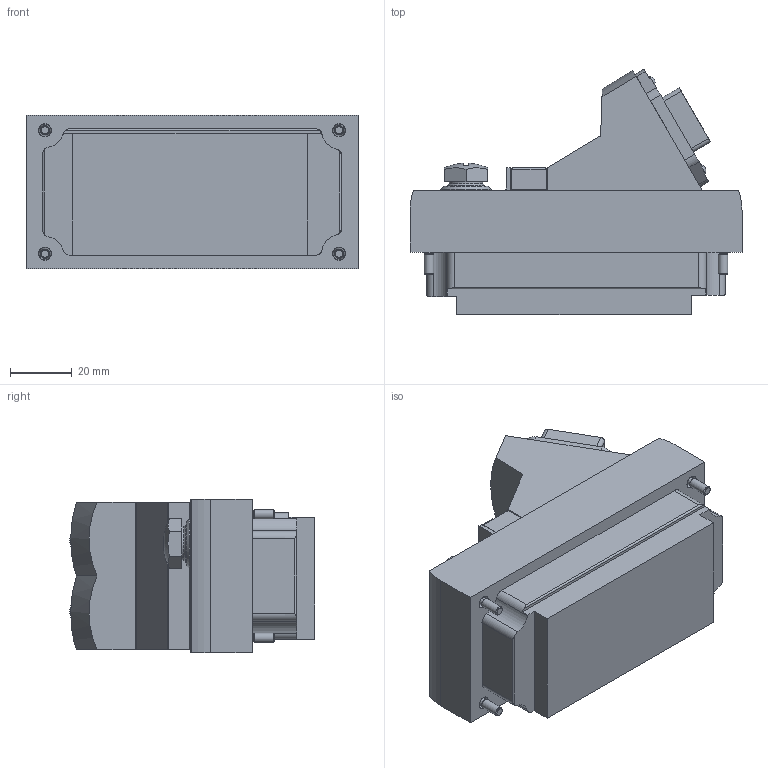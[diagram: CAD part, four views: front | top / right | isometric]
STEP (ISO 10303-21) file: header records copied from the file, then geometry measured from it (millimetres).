
FILE_DESCRIPTION(/* description */ ('STEP AP214'),/* implementation_level */ '2;1');
FILE_NAME(/* name */ '8110370_CPX-M-FB44',/* time_stamp */ '2024-08-07T20:50:40+02:00',/* author */ ('License CC BY-ND 4.0'),/* organization */ ('CADENAS'),/* preprocessor_version */ 'ST-DEVELOPER v19.3',/* originating_system */ 'PARTsolutions',/* authorisation */ ' ');
FILE_SCHEMA (('AUTOMOTIVE_DESIGN {1 0 10303 214 3 1 1}'));
Length unit declared in the file: millimetre
Products named in the file (7): 8110370 CPX-M-FB44; 8110370 CPX-M-FB44---(1g); 8110370 CPX-M-FB44---(2g); 550216 CPX-M-M3X22-S-4X; 165592 ISK-M12; 548754 CPX-M-AK-M---(g_20_0); ISO 14580 M3x16
Assembly tree (10 placements, depth 2):
  8110370 CPX-M-FB44
    8110370 CPX-M-FB44---(1g)
    8110370 CPX-M-FB44---(2g)
    550216 CPX-M-M3X22-S-4X  x4
    165592 ISK-M12
    548754 CPX-M-AK-M---(g_20_0)
    ISO 14580 M3x16  x2
Bounding box: 107.6 x 79.44 x 49.7 mm (x, y, z)
Volume: 182539.9 mm3; surface area: 52368.8 mm2
Topology: 10 solids, 10 shells, 484 faces, 1195 edges, 762 vertices
Faces by surface type: plane 191, cylinder 187, cone 75, torus 22, sphere 9
Full cylindrical faces by diameter (mm): 1.5 x5, 2.3 x2, 2.6 x4, 2.693 x2, 3 x6, 3.3 x4, 5.6 x4, 6 x2, 6.5 x4, 8.6 x1, 10.3 x1, 10.773 x1, 10.917 x1, 12 x1, 12.5 x1, 16.3 x1
Entity records: 11697 total; most frequent: CARTESIAN_POINT 1921, DIRECTION 1777, ORIENTED_EDGE 1596, EDGE_CURVE 798, AXIS2_PLACEMENT_3D 672, VERTEX_POINT 560, FACE_BOUND 470, EDGE_LOOP 467
